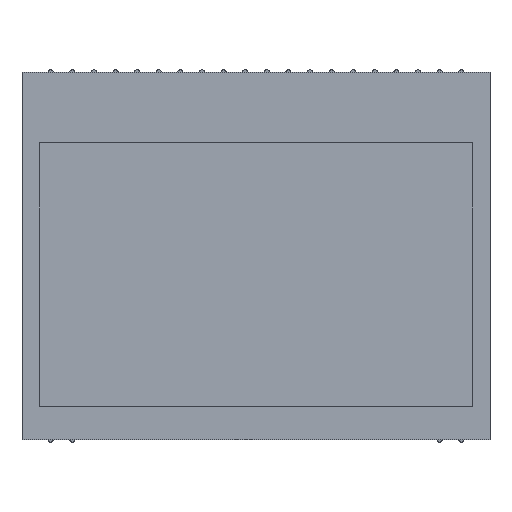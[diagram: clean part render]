
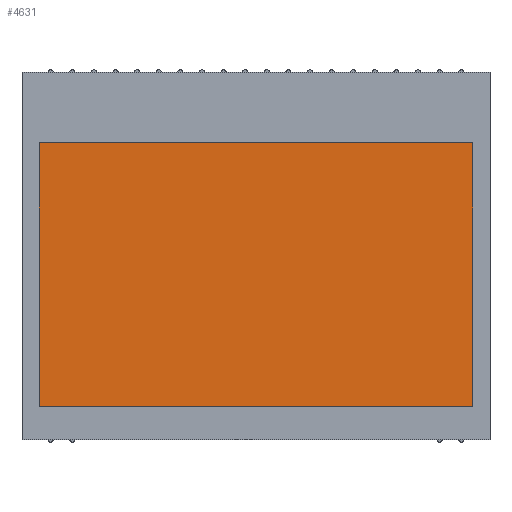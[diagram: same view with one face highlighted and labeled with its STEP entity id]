
A CAD part, top view. The second image highlights one B-rep face of the part: STEP entity #4631.
In plain terms, the highlighted planar face has unit normal (0, 0, 1).
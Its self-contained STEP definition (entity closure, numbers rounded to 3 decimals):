
#2678 = PLANE('',#2679);
#2679 = AXIS2_PLACEMENT_3D('',#2680,#2681,#2682);
#2680 = CARTESIAN_POINT('',(-25.5,13.29,4.6));
#2681 = DIRECTION('',(0.,1.,0.));
#2682 = DIRECTION('',(1.,0.,0.));
#2706 = PLANE('',#2707);
#2707 = AXIS2_PLACEMENT_3D('',#2708,#2709,#2710);
#2708 = CARTESIAN_POINT('',(-25.5,-17.71,4.6));
#2709 = DIRECTION('',(-1.,0.,0.));
#2710 = DIRECTION('',(0.,1.,0.));
#2734 = PLANE('',#2735);
#2735 = AXIS2_PLACEMENT_3D('',#2736,#2737,#2738);
#2736 = CARTESIAN_POINT('',(25.5,-17.71,4.6));
#2737 = DIRECTION('',(0.,-1.,0.));
#2738 = DIRECTION('',(-1.,0.,0.));
#2760 = PLANE('',#2761);
#2761 = AXIS2_PLACEMENT_3D('',#2762,#2763,#2764);
#2762 = CARTESIAN_POINT('',(25.5,13.29,4.6));
#2763 = DIRECTION('',(1.,0.,0.));
#2764 = DIRECTION('',(0.,-1.,0.));
#4319 = VERTEX_POINT('',#4320);
#4320 = CARTESIAN_POINT('',(-25.5,13.29,5.6));
#4341 = EDGE_CURVE('',#4319,#4342,#4344,.T.);
#4342 = VERTEX_POINT('',#4343);
#4343 = CARTESIAN_POINT('',(25.5,13.29,5.6));
#4344 = SURFACE_CURVE('',#4345,(#4349,#4356),.PCURVE_S1.);
#4345 = LINE('',#4346,#4347);
#4346 = CARTESIAN_POINT('',(-25.5,13.29,5.6));
#4347 = VECTOR('',#4348,1.);
#4348 = DIRECTION('',(1.,0.,0.));
#4349 = PCURVE('',#2678,#4350);
#4350 = DEFINITIONAL_REPRESENTATION('',(#4351),#4355);
#4351 = LINE('',#4352,#4353);
#4352 = CARTESIAN_POINT('',(0.,-1.));
#4353 = VECTOR('',#4354,1.);
#4354 = DIRECTION('',(1.,0.));
#4355 = ( GEOMETRIC_REPRESENTATION_CONTEXT(2) 
PARAMETRIC_REPRESENTATION_CONTEXT() REPRESENTATION_CONTEXT('2D SPACE',''
  ) );
#4356 = PCURVE('',#4357,#4362);
#4357 = PLANE('',#4358);
#4358 = AXIS2_PLACEMENT_3D('',#4359,#4360,#4361);
#4359 = CARTESIAN_POINT('',(0.,-2.21,5.6));
#4360 = DIRECTION('',(0.,0.,-1.));
#4361 = DIRECTION('',(-1.,0.,0.));
#4362 = DEFINITIONAL_REPRESENTATION('',(#4363),#4367);
#4363 = LINE('',#4364,#4365);
#4364 = CARTESIAN_POINT('',(25.5,15.5));
#4365 = VECTOR('',#4366,1.);
#4366 = DIRECTION('',(-1.,0.));
#4367 = ( GEOMETRIC_REPRESENTATION_CONTEXT(2) 
PARAMETRIC_REPRESENTATION_CONTEXT() REPRESENTATION_CONTEXT('2D SPACE',''
  ) );
#4395 = EDGE_CURVE('',#4342,#4396,#4398,.T.);
#4396 = VERTEX_POINT('',#4397);
#4397 = CARTESIAN_POINT('',(25.5,-17.71,5.6));
#4398 = SURFACE_CURVE('',#4399,(#4403,#4410),.PCURVE_S1.);
#4399 = LINE('',#4400,#4401);
#4400 = CARTESIAN_POINT('',(25.5,13.29,5.6));
#4401 = VECTOR('',#4402,1.);
#4402 = DIRECTION('',(0.,-1.,0.));
#4403 = PCURVE('',#2760,#4404);
#4404 = DEFINITIONAL_REPRESENTATION('',(#4405),#4409);
#4405 = LINE('',#4406,#4407);
#4406 = CARTESIAN_POINT('',(0.,-1.));
#4407 = VECTOR('',#4408,1.);
#4408 = DIRECTION('',(1.,0.));
#4409 = ( GEOMETRIC_REPRESENTATION_CONTEXT(2) 
PARAMETRIC_REPRESENTATION_CONTEXT() REPRESENTATION_CONTEXT('2D SPACE',''
  ) );
#4410 = PCURVE('',#4357,#4411);
#4411 = DEFINITIONAL_REPRESENTATION('',(#4412),#4416);
#4412 = LINE('',#4413,#4414);
#4413 = CARTESIAN_POINT('',(-25.5,15.5));
#4414 = VECTOR('',#4415,1.);
#4415 = DIRECTION('',(-0.,-1.));
#4416 = ( GEOMETRIC_REPRESENTATION_CONTEXT(2) 
PARAMETRIC_REPRESENTATION_CONTEXT() REPRESENTATION_CONTEXT('2D SPACE',''
  ) );
#4444 = EDGE_CURVE('',#4396,#4445,#4447,.T.);
#4445 = VERTEX_POINT('',#4446);
#4446 = CARTESIAN_POINT('',(-25.5,-17.71,5.6));
#4447 = SURFACE_CURVE('',#4448,(#4452,#4459),.PCURVE_S1.);
#4448 = LINE('',#4449,#4450);
#4449 = CARTESIAN_POINT('',(25.5,-17.71,5.6));
#4450 = VECTOR('',#4451,1.);
#4451 = DIRECTION('',(-1.,0.,0.));
#4452 = PCURVE('',#2734,#4453);
#4453 = DEFINITIONAL_REPRESENTATION('',(#4454),#4458);
#4454 = LINE('',#4455,#4456);
#4455 = CARTESIAN_POINT('',(0.,-1.));
#4456 = VECTOR('',#4457,1.);
#4457 = DIRECTION('',(1.,0.));
#4458 = ( GEOMETRIC_REPRESENTATION_CONTEXT(2) 
PARAMETRIC_REPRESENTATION_CONTEXT() REPRESENTATION_CONTEXT('2D SPACE',''
  ) );
#4459 = PCURVE('',#4357,#4460);
#4460 = DEFINITIONAL_REPRESENTATION('',(#4461),#4465);
#4461 = LINE('',#4462,#4463);
#4462 = CARTESIAN_POINT('',(-25.5,-15.5));
#4463 = VECTOR('',#4464,1.);
#4464 = DIRECTION('',(1.,0.));
#4465 = ( GEOMETRIC_REPRESENTATION_CONTEXT(2) 
PARAMETRIC_REPRESENTATION_CONTEXT() REPRESENTATION_CONTEXT('2D SPACE',''
  ) );
#4493 = EDGE_CURVE('',#4445,#4319,#4494,.T.);
#4494 = SURFACE_CURVE('',#4495,(#4499,#4506),.PCURVE_S1.);
#4495 = LINE('',#4496,#4497);
#4496 = CARTESIAN_POINT('',(-25.5,-17.71,5.6));
#4497 = VECTOR('',#4498,1.);
#4498 = DIRECTION('',(0.,1.,0.));
#4499 = PCURVE('',#2706,#4500);
#4500 = DEFINITIONAL_REPRESENTATION('',(#4501),#4505);
#4501 = LINE('',#4502,#4503);
#4502 = CARTESIAN_POINT('',(0.,-1.));
#4503 = VECTOR('',#4504,1.);
#4504 = DIRECTION('',(1.,0.));
#4505 = ( GEOMETRIC_REPRESENTATION_CONTEXT(2) 
PARAMETRIC_REPRESENTATION_CONTEXT() REPRESENTATION_CONTEXT('2D SPACE',''
  ) );
#4506 = PCURVE('',#4357,#4507);
#4507 = DEFINITIONAL_REPRESENTATION('',(#4508),#4512);
#4508 = LINE('',#4509,#4510);
#4509 = CARTESIAN_POINT('',(25.5,-15.5));
#4510 = VECTOR('',#4511,1.);
#4511 = DIRECTION('',(0.,1.));
#4512 = ( GEOMETRIC_REPRESENTATION_CONTEXT(2) 
PARAMETRIC_REPRESENTATION_CONTEXT() REPRESENTATION_CONTEXT('2D SPACE',''
  ) );
#4631 = ADVANCED_FACE('',(#4632),#4357,.F.);
#4632 = FACE_BOUND('',#4633,.F.);
#4633 = EDGE_LOOP('',(#4634,#4635,#4636,#4637));
#4634 = ORIENTED_EDGE('',*,*,#4341,.T.);
#4635 = ORIENTED_EDGE('',*,*,#4395,.T.);
#4636 = ORIENTED_EDGE('',*,*,#4444,.T.);
#4637 = ORIENTED_EDGE('',*,*,#4493,.T.);
